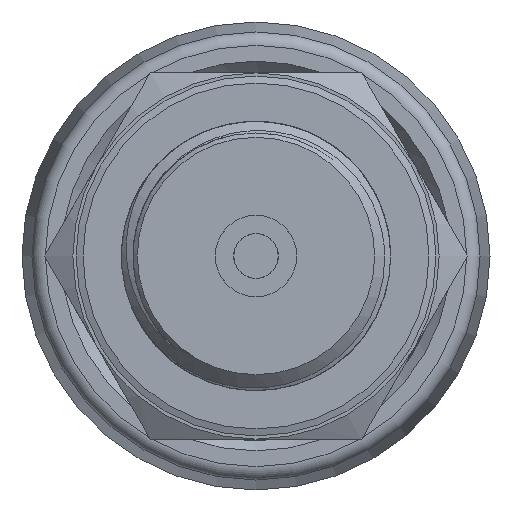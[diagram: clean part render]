
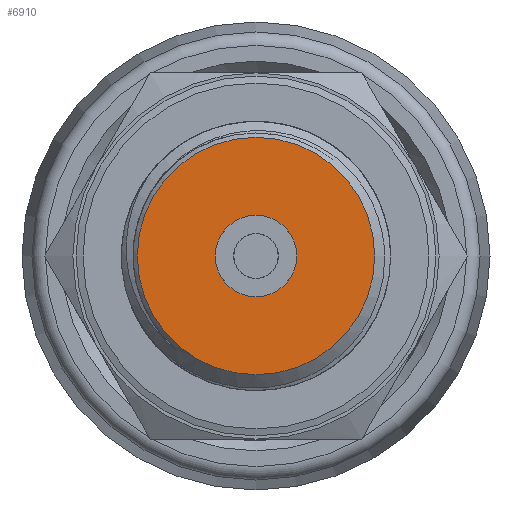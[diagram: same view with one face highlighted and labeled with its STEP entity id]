
A CAD part, left-side view. The second image highlights one B-rep face of the part: STEP entity #6910.
In plain terms, the highlighted conical face has half-angle 90 degrees and reference radius 5.875 mm.
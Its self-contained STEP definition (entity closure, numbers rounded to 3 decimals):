
#438=CONICAL_SURFACE('',#7208,5.875,1.571);
#817=FACE_OUTER_BOUND('',#1226,.T.);
#1226=EDGE_LOOP('',(#6480,#6481,#6482,#6483));
#1360=CIRCLE('',#7207,3.);
#1361=CIRCLE('',#7209,8.75);
#2244=LINE('',#30849,#2629);
#2629=VECTOR('',#8141,5.875);
#3328=VERTEX_POINT('',#30844);
#3329=VERTEX_POINT('',#30848);
#4378=EDGE_CURVE('',#3328,#3328,#1360,.T.);
#4380=EDGE_CURVE('',#3328,#3329,#2244,.T.);
#4381=EDGE_CURVE('',#3329,#3329,#1361,.T.);
#6480=ORIENTED_EDGE('',*,*,#4378,.T.);
#6481=ORIENTED_EDGE('',*,*,#4380,.T.);
#6482=ORIENTED_EDGE('',*,*,#4381,.F.);
#6483=ORIENTED_EDGE('',*,*,#4380,.F.);
#6910=ADVANCED_FACE('',(#817),#438,.F.);
#7207=AXIS2_PLACEMENT_3D('',#30845,#8136,#8137);
#7208=AXIS2_PLACEMENT_3D('',#30847,#8139,#8140);
#7209=AXIS2_PLACEMENT_3D('',#30850,#8142,#8143);
#8136=DIRECTION('center_axis',(1.,0.,0.));
#8137=DIRECTION('ref_axis',(0.,0.,-1.));
#8139=DIRECTION('center_axis',(-1.,0.,0.));
#8140=DIRECTION('ref_axis',(0.,1.,0.));
#8141=DIRECTION('',(0.,-1.,0.));
#8142=DIRECTION('center_axis',(1.,0.,0.));
#8143=DIRECTION('ref_axis',(0.,0.,-1.));
#30844=CARTESIAN_POINT('',(-67.,-3.,0.));
#30845=CARTESIAN_POINT('Origin',(-67.,0.,0.));
#30847=CARTESIAN_POINT('Origin',(-67.,0.,0.));
#30848=CARTESIAN_POINT('',(-67.,-8.75,0.));
#30849=CARTESIAN_POINT('',(-67.,-5.875,0.));
#30850=CARTESIAN_POINT('Origin',(-67.,0.,0.));
